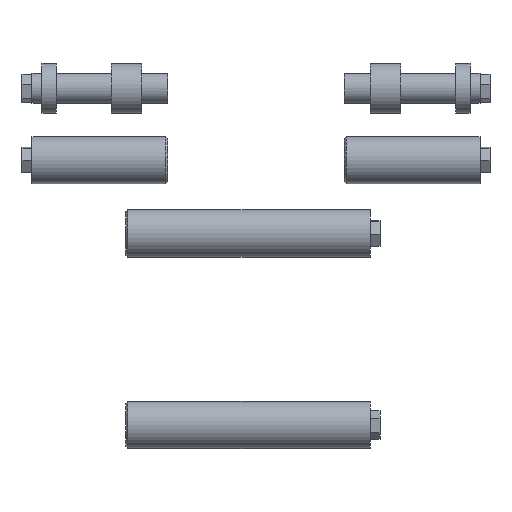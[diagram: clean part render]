
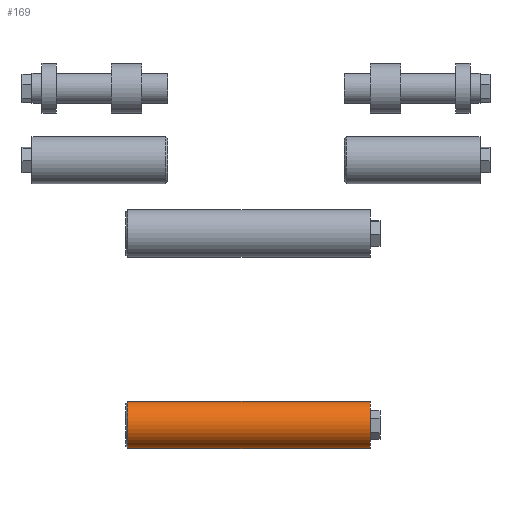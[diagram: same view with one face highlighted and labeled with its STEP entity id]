
A CAD part, top view. The second image highlights one B-rep face of the part: STEP entity #169.
In plain terms, the highlighted cylindrical face has radius 30 mm (diameter 60 mm), a full revolution.
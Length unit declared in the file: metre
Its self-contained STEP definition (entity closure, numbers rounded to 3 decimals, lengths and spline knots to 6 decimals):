
#169 = ADVANCED_FACE( '', ( #396, #397 ), #398, .T. );
#396 = FACE_OUTER_BOUND( '', #720, .T. );
#397 = FACE_OUTER_BOUND( '', #721, .T. );
#398 = CYLINDRICAL_SURFACE( '', #722, 0.03 );
#720 = EDGE_LOOP( '', ( #1041 ) );
#721 = EDGE_LOOP( '', ( #1042 ) );
#722 = AXIS2_PLACEMENT_3D( '', #1043, #1044, #1045 );
#1041 = ORIENTED_EDGE( '', *, *, #1608, .T. );
#1042 = ORIENTED_EDGE( '', *, *, #1606, .F. );
#1043 = CARTESIAN_POINT( '', ( -5.896648, 2.516215, 0.926651 ) );
#1044 = DIRECTION( '', ( -1., 0., 0. ) );
#1045 = DIRECTION( '', ( 0., 0., 1. ) );
#1606 = EDGE_CURVE( '', #1861, #1861, #1862, .T. );
#1608 = EDGE_CURVE( '', #1864, #1864, #1865, .F. );
#1861 = VERTEX_POINT( '', #2218 );
#1862 = CIRCLE( '', #2219, 0.03 );
#1864 = VERTEX_POINT( '', #2221 );
#1865 = CIRCLE( '', #2222, 0.03 );
#2218 = CARTESIAN_POINT( '', ( 0.144799, 2.516215, 0.956651 ) );
#2219 = AXIS2_PLACEMENT_3D( '', #2582, #2583, #2584 );
#2221 = CARTESIAN_POINT( '', ( -0.162579, 2.486215, 0.926651 ) );
#2222 = AXIS2_PLACEMENT_3D( '', #2585, #2586, #2587 );
#2582 = CARTESIAN_POINT( '', ( 0.144799, 2.516215, 0.926651 ) );
#2583 = DIRECTION( '', ( 1., 0., 0. ) );
#2584 = DIRECTION( '', ( 0., 0., 1. ) );
#2585 = CARTESIAN_POINT( '', ( -0.162579, 2.516215, 0.926651 ) );
#2586 = DIRECTION( '', ( -1., 0., 0. ) );
#2587 = DIRECTION( '', ( 0., -1., 0. ) );
